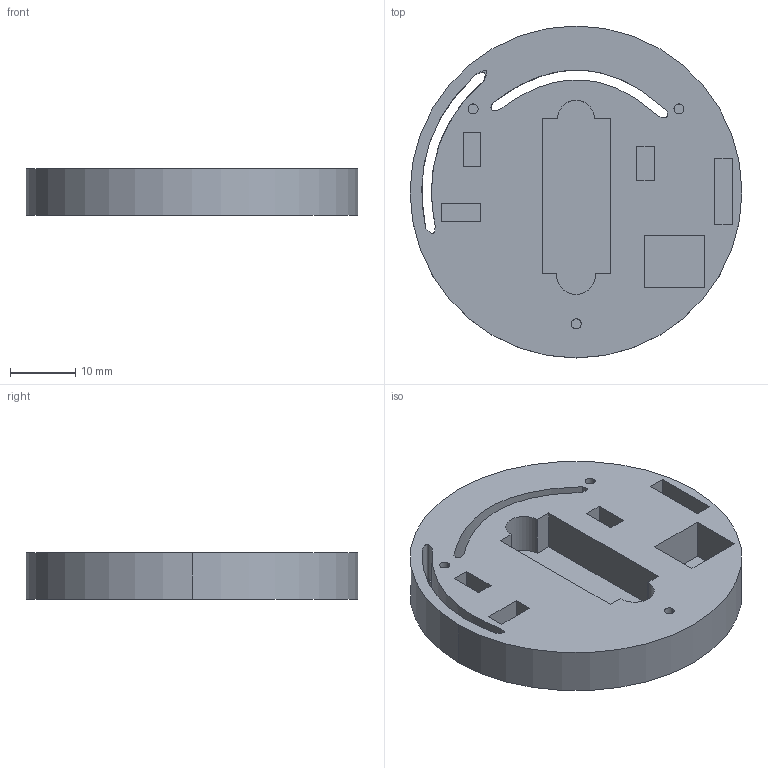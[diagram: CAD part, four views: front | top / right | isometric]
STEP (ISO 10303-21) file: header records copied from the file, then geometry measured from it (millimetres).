
FILE_DESCRIPTION (( 'STEP AP214' ), '1' );
FILE_NAME ('Cover.STEP', '2025-08-14T15:54:32', ( '' ), ( '' ), 'SwSTEP 2.0', 'SolidWorks 2025', '' );
FILE_SCHEMA (( 'AUTOMOTIVE_DESIGN' ));
Length unit declared in the file: inch
Products named in the file (2): Part8^Cover; Cover
Assembly tree (1 placements, depth 2):
  Cover
    Part8^Cover
Bounding box: 50.8 x 50.8 x 7.11 mm (x, y, z)
Volume: 11090.2 mm3; surface area: 7130.3 mm2
Topology: 1 solids, 1 shells, 73 faces, 174 edges, 112 vertices
Faces by surface type: plane 45, bspline 16, cylinder 12
Entity records: 2182 total; most frequent: CARTESIAN_POINT 536, ORIENTED_EDGE 348, DIRECTION 276, EDGE_CURVE 174, VERTEX_POINT 112, VECTOR 106, LINE 106, EDGE_LOOP 86
